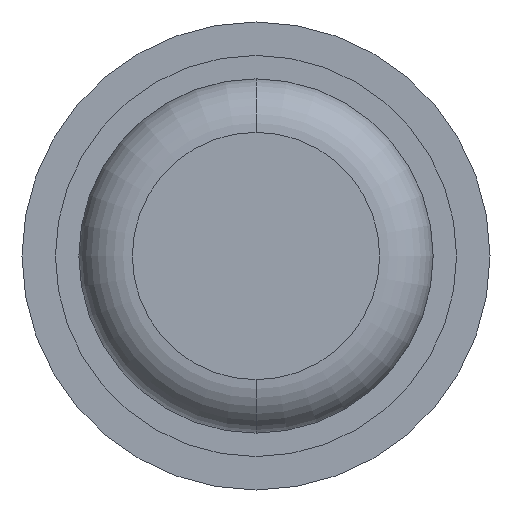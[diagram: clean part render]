
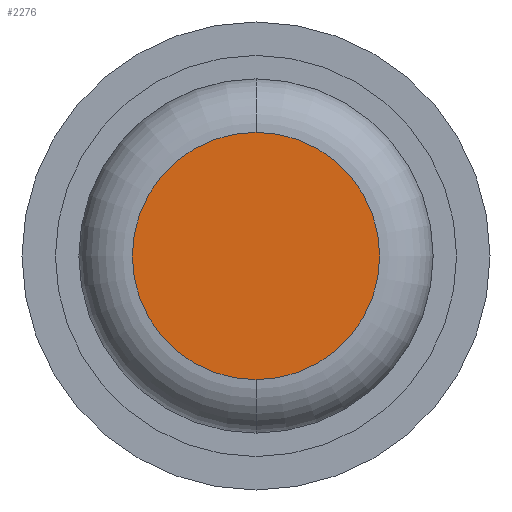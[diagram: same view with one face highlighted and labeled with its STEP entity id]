
A CAD part, front view. The second image highlights one B-rep face of the part: STEP entity #2276.
In plain terms, the highlighted planar face has unit normal (0, -1, 0).
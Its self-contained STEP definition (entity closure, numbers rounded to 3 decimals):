
#186 = AXIS2_PLACEMENT_3D ( 'NONE', #1395, #3196, #3835 ) ;
#253 = DIRECTION ( 'NONE',  ( 0., -1., 0. ) ) ;
#370 = CIRCLE ( 'NONE', #2517, 0.925 ) ;
#376 = VERTEX_POINT ( 'NONE', #3572 ) ;
#1005 = AXIS2_PLACEMENT_3D ( 'NONE', #3971, #253, #3963 ) ;
#1191 = PLANE ( 'NONE',  #1005 ) ;
#1306 = EDGE_LOOP ( 'NONE', ( #1579, #3152 ) ) ;
#1392 = VERTEX_POINT ( 'NONE', #2509 ) ;
#1395 = CARTESIAN_POINT ( 'NONE',  ( 0., -10., 0. ) ) ;
#1579 = ORIENTED_EDGE ( 'NONE', *, *, #3223, .T. ) ;
#2024 = DIRECTION ( 'NONE',  ( 0., 0., -1. ) ) ;
#2276 = ADVANCED_FACE ( 'Defeature ausgef�hrt1_0', ( #3934 ), #1191, .T. ) ;
#2313 = DIRECTION ( 'NONE',  ( 0., -1., 0. ) ) ;
#2326 = CARTESIAN_POINT ( 'NONE',  ( 0., -10., 0. ) ) ;
#2509 = CARTESIAN_POINT ( 'NONE',  ( 0., -10., 0.925 ) ) ;
#2517 = AXIS2_PLACEMENT_3D ( 'NONE', #2326, #2313, #2024 ) ;
#2909 = EDGE_CURVE ( 'Defeature ausgef�hrt1_0+Defeature ausgef�hrt1_8+Defeature ausgef�hrt1_8+Defeature ausgef�hrt1_8', #1392, #376, #370, .T. ) ;
#3152 = ORIENTED_EDGE ( 'NONE', *, *, #2909, .T. ) ;
#3196 = DIRECTION ( 'NONE',  ( 0., -1., 0. ) ) ;
#3223 = EDGE_CURVE ( 'Defeature ausgef�hrt1_0+Defeature ausgef�hrt1_8+Defeature ausgef�hrt1_8+Defeature ausgef�hrt1_8', #376, #1392, #3441, .T. ) ;
#3441 = CIRCLE ( 'NONE', #186, 0.925 ) ;
#3572 = CARTESIAN_POINT ( 'NONE',  ( 0., -10., -0.925 ) ) ;
#3835 = DIRECTION ( 'NONE',  ( 0., 0., -1. ) ) ;
#3934 = FACE_OUTER_BOUND ( 'NONE', #1306, .T. ) ;
#3963 = DIRECTION ( 'NONE',  ( 0., 0., -1. ) ) ;
#3971 = CARTESIAN_POINT ( 'NONE',  ( -1.325, -10., 0. ) ) ;
